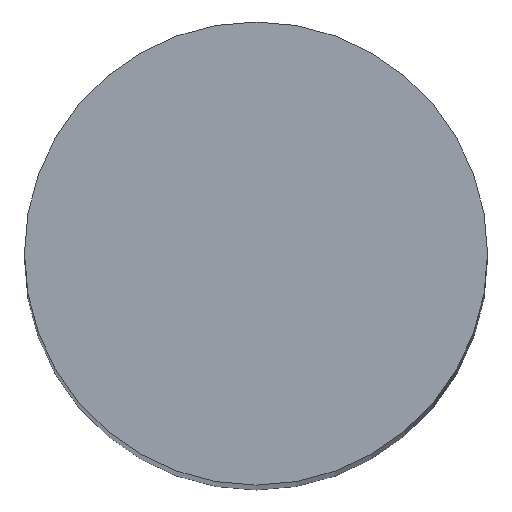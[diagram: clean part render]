
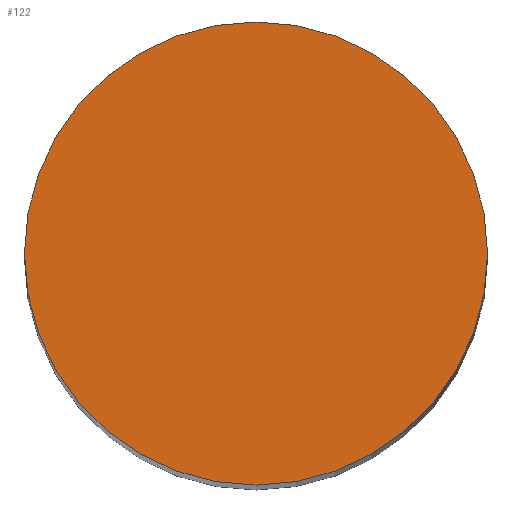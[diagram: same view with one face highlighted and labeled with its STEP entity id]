
A CAD part, top view. The second image highlights one B-rep face of the part: STEP entity #122.
In plain terms, the highlighted planar face has unit normal (0, 0, 1).
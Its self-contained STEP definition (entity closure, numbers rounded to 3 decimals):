
#122=ADVANCED_FACE('240[2]',(#296),#297,.T.);
#174=EDGE_CURVE('240[2]',#366,#366,#367,.T.);
#296=FACE_OUTER_BOUND('',#518,.T.);
#297=PLANE('',#519);
#366=VERTEX_POINT('',#636);
#367=CIRCLE('',#637,3.5);
#518=EDGE_LOOP('',(#815));
#519=AXIS2_PLACEMENT_3D('',#816,#817,#818);
#636=CARTESIAN_POINT('',(-3.5,0.,0.));
#637=AXIS2_PLACEMENT_3D('',#910,#911,#912);
#815=ORIENTED_EDGE('',*,*,#174,.F.);
#816=CARTESIAN_POINT('',(-1.75,0.,0.));
#817=DIRECTION('',(0.,0.,1.0));
#818=DIRECTION('',(-1.0,0.,0.0));
#910=CARTESIAN_POINT('',(0.,0.,0.));
#911=DIRECTION('',(0.,0.,-1.0));
#912=DIRECTION('',(-1.0,0.,0.));
